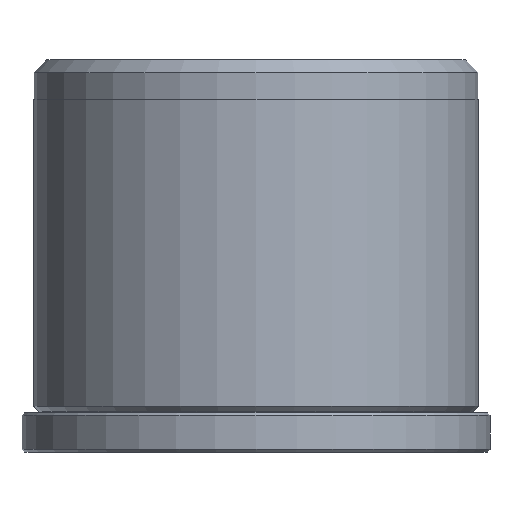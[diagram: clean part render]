
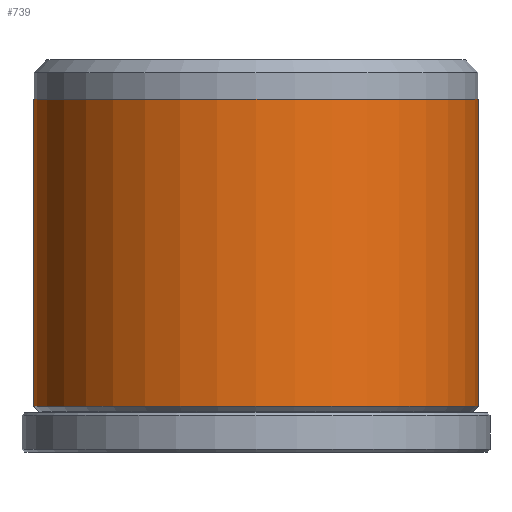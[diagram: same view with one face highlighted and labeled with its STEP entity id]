
A CAD part, front view. The second image highlights one B-rep face of the part: STEP entity #739.
In plain terms, the highlighted cylindrical face has radius 17 mm (diameter 34 mm), a partial arc.
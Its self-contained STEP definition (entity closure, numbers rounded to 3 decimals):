
#162 = CIRCLE ( 'NONE', #1188, 17. ) ;
#329 = DIRECTION ( 'NONE',  ( 0., 0., -1. ) ) ;
#526 = CARTESIAN_POINT ( 'NONE',  ( -17., 0., 30. ) ) ;
#552 = VERTEX_POINT ( 'NONE', #2277 ) ;
#559 = LINE ( 'NONE', #526, #2540 ) ;
#629 = ORIENTED_EDGE ( 'NONE', *, *, #1034, .F. ) ;
#641 = CARTESIAN_POINT ( 'NONE',  ( 17., 0., 30. ) ) ;
#650 = DIRECTION ( 'NONE',  ( 0., 0., -1. ) ) ;
#655 = VERTEX_POINT ( 'NONE', #2125 ) ;
#739 = ADVANCED_FACE ( 'NONE', ( #2143 ), #2047, .T. ) ;
#1034 = EDGE_CURVE ( 'NONE', #2033, #655, #1645, .T. ) ;
#1083 = VERTEX_POINT ( 'NONE', #2625 ) ;
#1188 = AXIS2_PLACEMENT_3D ( 'NONE', #2044, #2085, #2076 ) ;
#1192 = ORIENTED_EDGE ( 'NONE', *, *, #1611, .F. ) ;
#1196 = DIRECTION ( 'NONE',  ( 1., 0., 0. ) ) ;
#1198 = DIRECTION ( 'NONE',  ( 0., 0., 1. ) ) ;
#1200 = CARTESIAN_POINT ( 'NONE',  ( 0., 0., 27. ) ) ;
#1319 = LINE ( 'NONE', #641, #2224 ) ;
#1387 = ORIENTED_EDGE ( 'NONE', *, *, #2537, .F. ) ;
#1611 = EDGE_CURVE ( 'NONE', #655, #552, #1319, .T. ) ;
#1645 = CIRCLE ( 'NONE', #1801, 17. ) ;
#1703 = EDGE_LOOP ( 'NONE', ( #1192, #629, #2037, #1387 ) ) ;
#1801 = AXIS2_PLACEMENT_3D ( 'NONE', #1200, #1198, #1196 ) ;
#1970 = AXIS2_PLACEMENT_3D ( 'NONE', #2007, #2617, #2520 ) ;
#2007 = CARTESIAN_POINT ( 'NONE',  ( 0., 0., 30. ) ) ;
#2033 = VERTEX_POINT ( 'NONE', #2753 ) ;
#2037 = ORIENTED_EDGE ( 'NONE', *, *, #2710, .T. ) ;
#2044 = CARTESIAN_POINT ( 'NONE',  ( 0., 0., 3.5 ) ) ;
#2047 = CYLINDRICAL_SURFACE ( 'NONE', #1970, 17. ) ;
#2076 = DIRECTION ( 'NONE',  ( -1., 0., 0. ) ) ;
#2085 = DIRECTION ( 'NONE',  ( 0., 0., -1. ) ) ;
#2125 = CARTESIAN_POINT ( 'NONE',  ( 17., 0., 27. ) ) ;
#2143 = FACE_OUTER_BOUND ( 'NONE', #1703, .T. ) ;
#2224 = VECTOR ( 'NONE', #650, 1000. ) ;
#2277 = CARTESIAN_POINT ( 'NONE',  ( 17., 0., 3.5 ) ) ;
#2520 = DIRECTION ( 'NONE',  ( -1., 0., 0. ) ) ;
#2537 = EDGE_CURVE ( 'NONE', #552, #1083, #162, .T. ) ;
#2540 = VECTOR ( 'NONE', #329, 1000. ) ;
#2617 = DIRECTION ( 'NONE',  ( 0., 0., -1. ) ) ;
#2625 = CARTESIAN_POINT ( 'NONE',  ( -17., 0., 3.5 ) ) ;
#2710 = EDGE_CURVE ( 'NONE', #2033, #1083, #559, .T. ) ;
#2753 = CARTESIAN_POINT ( 'NONE',  ( -17., 0., 27. ) ) ;
